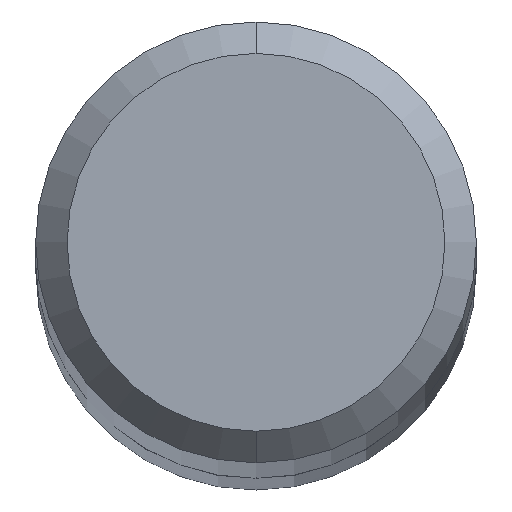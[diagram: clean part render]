
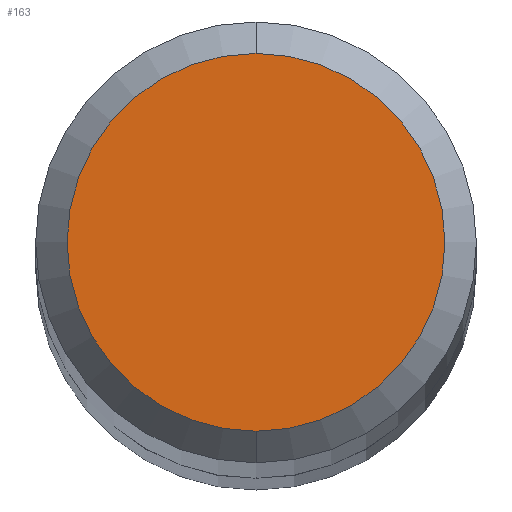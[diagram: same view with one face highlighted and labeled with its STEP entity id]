
A CAD part, top view. The second image highlights one B-rep face of the part: STEP entity #163.
In plain terms, the highlighted planar face has unit normal (0, 0, 1).
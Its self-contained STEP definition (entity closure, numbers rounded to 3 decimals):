
#163=ADVANCED_FACE('',(#438),#439,.T.);
#193=VERTEX_POINT('',#470);
#221=VERTEX_POINT('',#501);
#233=EDGE_CURVE('',#221,#193,#514,.T.);
#357=EDGE_CURVE('',#193,#221,#652,.T.);
#438=FACE_OUTER_BOUND('',#731,.T.);
#439=PLANE('',#732);
#470=CARTESIAN_POINT('',(0.,-1.2,0.0));
#501=CARTESIAN_POINT('',(0.0,1.2,0.0));
#514=CIRCLE('',#879,1.2);
#652=CIRCLE('',#1205,1.2);
#731=EDGE_LOOP('',(#1314,#1315));
#732=AXIS2_PLACEMENT_3D('',#1316,#1317,#1318);
#879=AXIS2_PLACEMENT_3D('',#1368,#1369,#1370);
#1205=AXIS2_PLACEMENT_3D('',#1548,#1549,#1550);
#1314=ORIENTED_EDGE('',*,*,#233,.F.);
#1315=ORIENTED_EDGE('',*,*,#357,.F.);
#1316=CARTESIAN_POINT('',(0.0,0.6,0.0));
#1317=DIRECTION('',(-0.0,0.0,1.0));
#1318=DIRECTION('',(0.0,-1.0,0.0));
#1368=CARTESIAN_POINT('',(0.0,0.0,0.0));
#1369=DIRECTION('',(0.0,0.0,-1.0));
#1370=DIRECTION('',(0.0,1.0,0.0));
#1548=CARTESIAN_POINT('',(0.0,0.0,0.0));
#1549=DIRECTION('',(0.0,0.0,-1.0));
#1550=DIRECTION('',(0.0,1.0,0.0));
